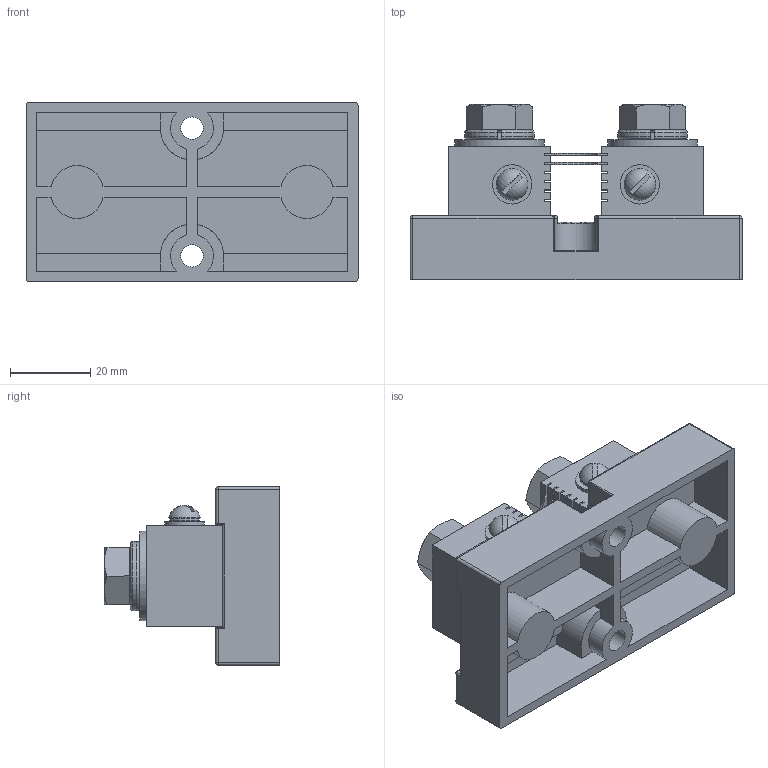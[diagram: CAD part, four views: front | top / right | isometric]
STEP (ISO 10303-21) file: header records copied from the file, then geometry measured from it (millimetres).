
FILE_DESCRIPTION (( 'STEP AP214' ), '1' );
FILE_NAME ('mps_dpm_dc_shunt_200-500amps.step', '2012-11-06T16:16:54', ( ' ' ), ( '' ), 'SwSTEP 2.0', 'SolidWorks 2011', '' );
FILE_SCHEMA (( 'AUTOMOTIVE_DESIGN' ));
Length unit declared in the file: inch
Products named in the file (1): mps_dpm_dc_shunt_200-500amps
Bounding box: 82.55 x 43.57 x 44.45 mm (x, y, z)
Volume: 53219 mm3; surface area: 25712.1 mm2
Topology: 1 solids, 1 shells, 460 faces, 1217 edges, 781 vertices
Faces by surface type: plane 258, bspline 74, cylinder 72, torus 28, cone 22, sphere 6
Full cylindrical faces by diameter (mm): 3.302 x2, 4.166 x2, 5.588 x2, 9.525 x2, 9.779 x2, 22.225 x2
Entity records: 23818 total; most frequent: CARTESIAN_POINT 7337, ORIENTED_EDGE 2364, DIRECTION 1910, EDGE_CURVE 1182, VERTEX_POINT 772, VECTOR 756, LINE 756, AXIS2_PLACEMENT_3D 577
